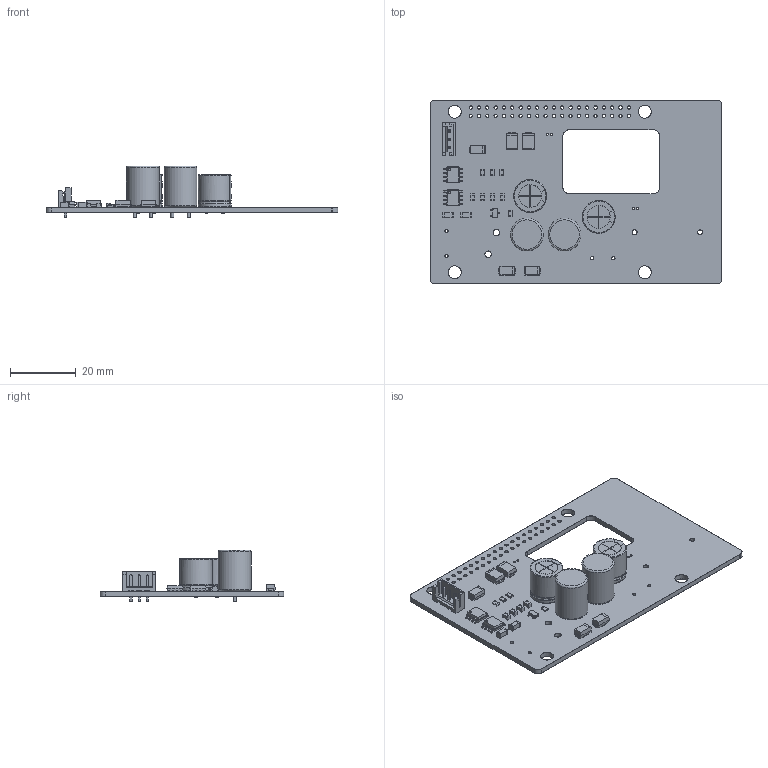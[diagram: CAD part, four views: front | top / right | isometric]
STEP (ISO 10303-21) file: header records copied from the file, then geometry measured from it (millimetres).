
FILE_DESCRIPTION(('KiCad electronic assembly'),'2;1');
FILE_NAME('dashcam_power.step','2025-10-15T17:10:31',('Pcbnew'),('Kicad' ),'Open CASCADE STEP processor 7.9','KiCad to STEP converter', 'Unknown');
FILE_SCHEMA(('AUTOMOTIVE_DESIGN { 1 0 10303 214 1 1 1 1 }'));
Length unit declared in the file: millimetre
Products named in the file (14): dashcam_power 1; D_SMA; D_SMB; R_0805_2012Metric; SOIC-8_3.9x4.9mm_P1.27mm; TSOT-23; C_0805_2012Metric; JST_EH_B3B-EH-A_1x03_P2.50mm_Vertical; C_1206_3216Metric; CP_Radial_D10.0mm_P5.00mm; L_Radial_D10.0mm_P5.00mm_Neosid_SD12k_style3; dashcam_power_soldermask; dashcam_power_PCB
Assembly tree (26 placements, depth 2):
  dashcam_power 1
    D_SMA  x3
    D_SMB  x2
    R_0805_2012Metric  x4
    SOIC-8_3.9x4.9mm_P1.27mm  x2
    TSOT-23
    C_0805_2012Metric  x4
    JST_EH_B3B-EH-A_1x03_P2.50mm_Vertical
    C_1206_3216Metric  x2
    CP_Radial_D10.0mm_P5.00mm  x2
    L_Radial_D10.0mm_P5.00mm_Neosid_SD12k_style3  x2
    dashcam_power_soldermask
    dashcam_power_soldermask
    dashcam_power_PCB
Bounding box: 89 x 56 x 15.8 mm (x, y, z)
Volume: 10339.7 mm3; surface area: 21410 mm2
Topology: 24 solids, 28 shells, 1150 faces, 3217 edges, 2157 vertices
Faces by surface type: plane 717, cylinder 309, bspline 108, revolution 8, torus 8
Full cylindrical faces by diameter (mm): 0.6 x4, 0.7 x4, 0.9 x4, 0.95 x3, 1 x8, 1.016 x40, 1.2 x4, 1.52 x2, 2 x2, 4 x4, 10 x2
Entity records: 26961 total; most frequent: CARTESIAN_POINT 4804, ORIENTED_EDGE 3545, DIRECTION 3499, EDGE_CURVE 1882, VERTEX_POINT 1294, LINE 1241, VECTOR 1241, AXIS2_PLACEMENT_3D 1127
